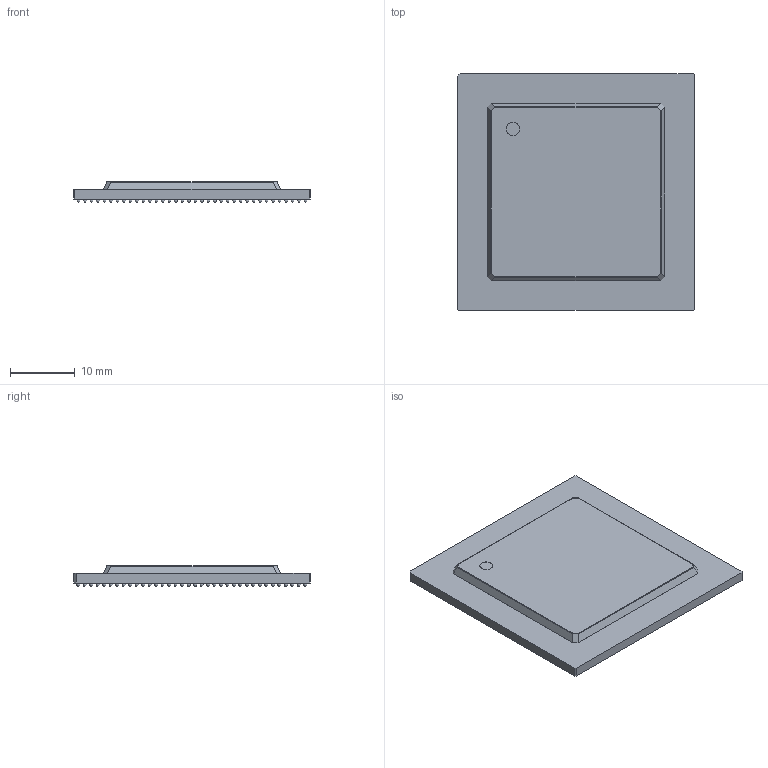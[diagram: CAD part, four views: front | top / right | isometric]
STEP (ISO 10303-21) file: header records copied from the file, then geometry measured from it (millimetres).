
FILE_DESCRIPTION(/* description */ ('model of BGA-1295_36x36_37.5x37.5mm_Pitch1.0mm'),/* implementation_level */ '2;1');
FILE_NAME(/* name */ 'BGA-1295_36x36_37.5x37.5mm_Pitch1.0mm.step',/* time_stamp */ '2017-06-13T10:52:20',/* author */ ('kicad StepUp','ksu'),/* organization */ ('FreeCAD'),/* preprocessor_version */ 'OCC',/* originating_system */ 'kicad StepUp',/* authorisation */ '');
FILE_SCHEMA(('AUTOMOTIVE_DESIGN_CC2 { 1 2 10303 214 -1 1 5 4 }'));
Length unit declared in the file: millimetre
Products named in the file (1): BGA_1295_36x36_375x375mm_Pitch10mm
Bounding box: 36.5 x 36.5 x 3.2 mm (x, y, z)
Volume: 2854.8 mm3; surface area: 3077.3 mm2
Topology: 1 solids, 1 shells, 185 faces, 543 edges, 362 vertices
Faces by surface type: sphere 140, plane 24, cylinder 13, bspline 8
Full cylindrical faces by diameter (mm): 2 x1
Entity records: 8545 total; most frequent: CARTESIAN_POINT 2679, DIRECTION 1017, ORIENTED_EDGE 806, AXIS2_PLACEMENT_3D 476, EDGE_CURVE 403, VERTEX_POINT 362, FACE_BOUND 327, EDGE_LOOP 327
